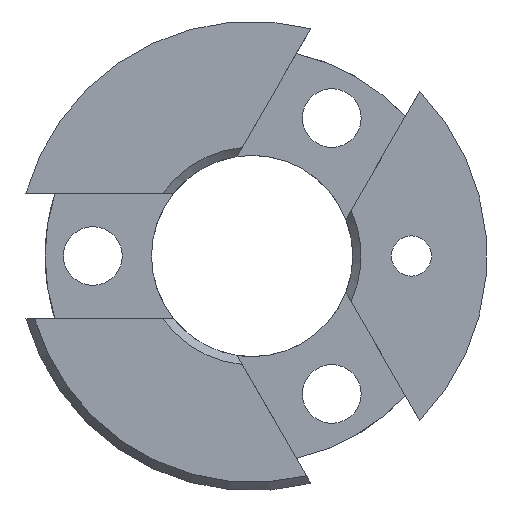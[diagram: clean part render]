
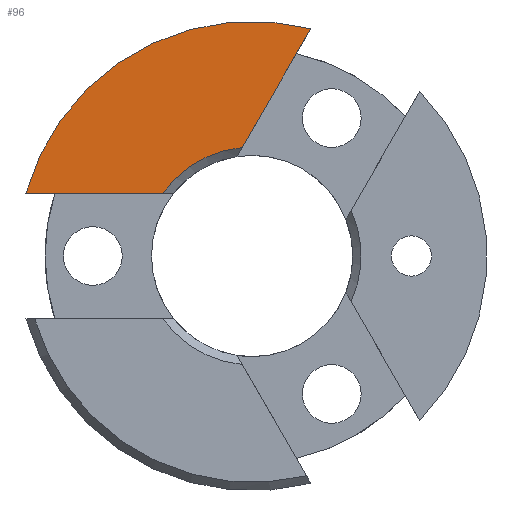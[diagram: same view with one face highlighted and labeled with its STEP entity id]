
A CAD part, front view. The second image highlights one B-rep face of the part: STEP entity #96.
In plain terms, the highlighted planar face has unit normal (0, -1, 0).
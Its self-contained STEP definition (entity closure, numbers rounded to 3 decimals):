
#59=PLANE('',#632);
#76=FACE_OUTER_BOUND('',#165,.T.);
#96=ADVANCED_FACE('',(#76),#59,.T.);
#165=EDGE_LOOP('',(#237,#238,#239,#240));
#237=ORIENTED_EDGE('',*,*,#426,.T.);
#238=ORIENTED_EDGE('',*,*,#427,.T.);
#239=ORIENTED_EDGE('',*,*,#428,.T.);
#240=ORIENTED_EDGE('',*,*,#429,.T.);
#375=VERTEX_POINT('',#914);
#376=VERTEX_POINT('',#915);
#377=VERTEX_POINT('',#917);
#378=VERTEX_POINT('',#919);
#426=EDGE_CURVE('',#375,#376,#535,.T.);
#427=EDGE_CURVE('',#376,#377,#482,.T.);
#428=EDGE_CURVE('',#377,#378,#536,.T.);
#429=EDGE_CURVE('',#378,#375,#483,.T.);
#482=CIRCLE('',#630,6.5);
#483=CIRCLE('',#631,14.);
#535=LINE('',#913,#569);
#536=LINE('',#918,#570);
#569=VECTOR('',#741,1.);
#570=VECTOR('',#744,1.);
#630=AXIS2_PLACEMENT_3D('',#916,#742,#743);
#631=AXIS2_PLACEMENT_3D('',#920,#745,#746);
#632=AXIS2_PLACEMENT_3D('',#921,#747,#748);
#741=DIRECTION('',(1.,0.,0.));
#742=DIRECTION('',(0.,1.,0.));
#743=DIRECTION('',(0.,0.,-1.));
#744=DIRECTION('',(0.5,0.,0.866));
#745=DIRECTION('',(0.,-1.,0.));
#746=DIRECTION('',(0.,0.,-1.));
#747=DIRECTION('',(0.,-1.,0.));
#748=DIRECTION('',(0.,0.,-1.));
#913=CARTESIAN_POINT('',(6.,-2.,3.75));
#914=CARTESIAN_POINT('',(-13.488,-2.,3.75));
#915=CARTESIAN_POINT('',(-5.309,-2.,3.75));
#916=CARTESIAN_POINT('',(0.,-2.,0.));
#917=CARTESIAN_POINT('',(-0.593,-2.,6.473));
#918=CARTESIAN_POINT('',(-1.748,-2.,4.473));
#919=CARTESIAN_POINT('',(3.497,-2.,13.556));
#920=CARTESIAN_POINT('',(0.,-2.,0.));
#921=CARTESIAN_POINT('',(6.,-2.,0.));
